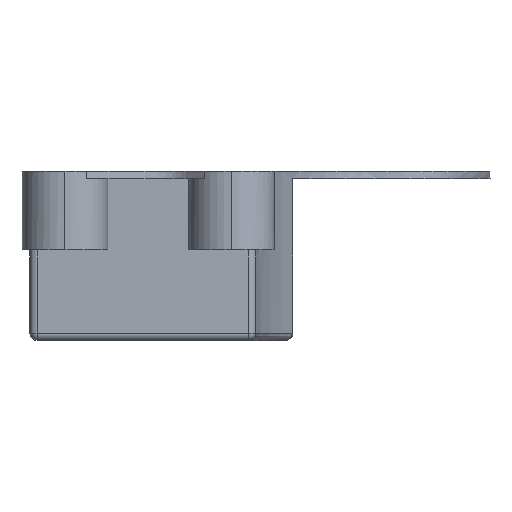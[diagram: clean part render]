
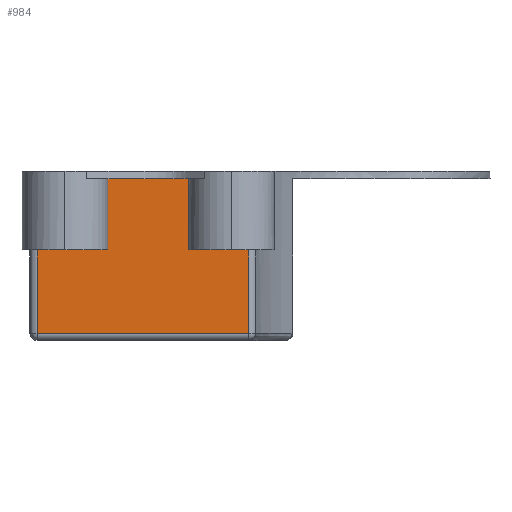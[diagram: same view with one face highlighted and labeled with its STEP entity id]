
A CAD part, left-side view. The second image highlights one B-rep face of the part: STEP entity #984.
In plain terms, the highlighted planar face has unit normal (-1, 0, 0).
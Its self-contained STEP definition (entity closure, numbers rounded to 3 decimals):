
#31 = CARTESIAN_POINT ( 'NONE',  ( -140.843, 94.611, 2. ) ) ;
#66 = CARTESIAN_POINT ( 'NONE',  ( -140.843, 35.433, 2. ) ) ;
#71 = AXIS2_PLACEMENT_3D ( 'NONE', #1327, #1028, #481 ) ;
#141 = EDGE_CURVE ( 'NONE', #265, #282, #525, .T. ) ;
#161 = DIRECTION ( 'NONE',  ( 0., -1., 0. ) ) ;
#204 = CARTESIAN_POINT ( 'NONE',  ( -140.843, 0., 2. ) ) ;
#265 = VERTEX_POINT ( 'NONE', #1330 ) ;
#282 = VERTEX_POINT ( 'NONE', #66 ) ;
#323 = EDGE_CURVE ( 'NONE', #1094, #643, #375, .T. ) ;
#341 = VECTOR ( 'NONE', #861, 1000. ) ;
#375 = LINE ( 'NONE', #603, #453 ) ;
#453 = VECTOR ( 'NONE', #1013, 1000. ) ;
#462 = ORIENTED_EDGE ( 'NONE', *, *, #1090, .F. ) ;
#481 = DIRECTION ( 'NONE',  ( 0., 0., -1. ) ) ;
#525 = LINE ( 'NONE', #832, #341 ) ;
#530 = ORIENTED_EDGE ( 'NONE', *, *, #141, .T. ) ;
#567 = VECTOR ( 'NONE', #950, 1000. ) ;
#591 = FACE_OUTER_BOUND ( 'NONE', #592, .T. ) ;
#592 = EDGE_LOOP ( 'NONE', ( #462, #1299, #1239, #530 ) ) ;
#603 = CARTESIAN_POINT ( 'NONE',  ( -140.843, 94.611, -43.3 ) ) ;
#643 = VERTEX_POINT ( 'NONE', #756 ) ;
#692 = EDGE_CURVE ( 'NONE', #643, #265, #1096, .T. ) ;
#699 = PLANE ( 'NONE',  #71 ) ;
#743 = LINE ( 'NONE', #204, #567 ) ;
#756 = CARTESIAN_POINT ( 'NONE',  ( -140.843, 94.611, -41.3 ) ) ;
#832 = CARTESIAN_POINT ( 'NONE',  ( -140.843, 35.433, 2. ) ) ;
#861 = DIRECTION ( 'NONE',  ( 0., 0., 1. ) ) ;
#950 = DIRECTION ( 'NONE',  ( 0., -1., 0. ) ) ;
#984 = ADVANCED_FACE ( 'NONE', ( #591 ), #699, .F. ) ;
#1013 = DIRECTION ( 'NONE',  ( 0., 0., -1. ) ) ;
#1028 = DIRECTION ( 'NONE',  ( 1., 0., 0. ) ) ;
#1061 = CARTESIAN_POINT ( 'NONE',  ( -140.843, 32.959, -41.3 ) ) ;
#1090 = EDGE_CURVE ( 'NONE', #1094, #282, #743, .T. ) ;
#1094 = VERTEX_POINT ( 'NONE', #31 ) ;
#1096 = LINE ( 'NONE', #1061, #1177 ) ;
#1177 = VECTOR ( 'NONE', #161, 1000. ) ;
#1239 = ORIENTED_EDGE ( 'NONE', *, *, #692, .T. ) ;
#1299 = ORIENTED_EDGE ( 'NONE', *, *, #323, .T. ) ;
#1327 = CARTESIAN_POINT ( 'NONE',  ( -140.843, 0., 4.002 ) ) ;
#1330 = CARTESIAN_POINT ( 'NONE',  ( -140.843, 35.433, -41.3 ) ) ;
